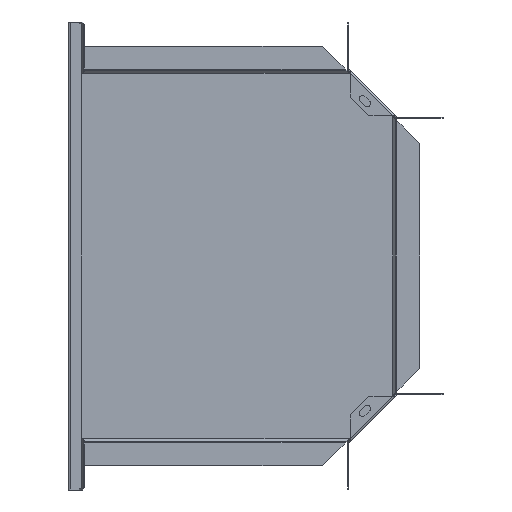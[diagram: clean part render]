
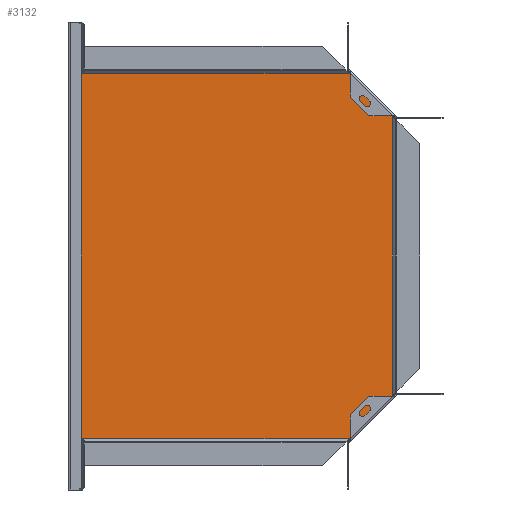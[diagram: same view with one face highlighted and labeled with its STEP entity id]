
A CAD part, front view. The second image highlights one B-rep face of the part: STEP entity #3132.
In plain terms, the highlighted planar face has unit normal (0, -1, 0).
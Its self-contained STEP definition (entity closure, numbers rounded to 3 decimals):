
#2462=DIRECTION('',(0.,0.,1.));
#2463=VECTOR('',#2462,284.);
#2464=CARTESIAN_POINT('',(195.,-1.,15.));
#2465=LINE('',#2464,#2463);
#2466=DIRECTION('',(-0.707,0.,0.707));
#2467=VECTOR('',#2466,63.64);
#2468=CARTESIAN_POINT('',(195.,-1.,299.));
#2469=LINE('',#2468,#2467);
#2470=DIRECTION('',(0.,0.,1.));
#2471=VECTOR('',#2470,15.);
#2472=CARTESIAN_POINT('',(195.,-1.,0.));
#2473=LINE('',#2472,#2471);
#2474=DIRECTION('',(1.,0.,0.));
#2475=VECTOR('',#2474,390.);
#2476=CARTESIAN_POINT('',(-195.,-1.,0.));
#2477=LINE('',#2476,#2475);
#2478=DIRECTION('',(0.,0.,-1.));
#2479=VECTOR('',#2478,15.);
#2480=CARTESIAN_POINT('',(-195.,-1.,15.));
#2481=LINE('',#2480,#2479);
#2482=DIRECTION('',(-0.707,0.,-0.707));
#2483=VECTOR('',#2482,63.64);
#2484=CARTESIAN_POINT('',(-150.,-1.,344.));
#2485=LINE('',#2484,#2483);
#2486=DIRECTION('',(-1.,0.,0.));
#2487=VECTOR('',#2486,300.);
#2488=CARTESIAN_POINT('',(150.,-1.,344.));
#2489=LINE('',#2488,#2487);
#2494=CARTESIAN_POINT('',(-150.,-1.,344.));
#2750=DIRECTION('',(0.,0.,-1.));
#2751=VECTOR('',#2750,284.);
#2752=CARTESIAN_POINT('',(-195.,-1.,299.));
#2753=LINE('',#2752,#2751);
#2907=CARTESIAN_POINT('',(150.,-1.,344.));
#2932=VERTEX_POINT('',#2907);
#2934=VERTEX_POINT('',#2494);
#2953=CARTESIAN_POINT('',(-195.,-1.,15.));
#2955=VERTEX_POINT('',#2953);
#2967=CARTESIAN_POINT('',(195.,-1.,0.));
#2968=VERTEX_POINT('',#2967);
#2969=CARTESIAN_POINT('',(-195.,-1.,0.));
#2970=VERTEX_POINT('',#2969);
#2971=CARTESIAN_POINT('',(-195.,-1.,299.));
#2973=VERTEX_POINT('',#2971);
#2976=CARTESIAN_POINT('',(195.,-1.,299.));
#2978=VERTEX_POINT('',#2976);
#2987=CARTESIAN_POINT('',(195.,-1.,15.));
#2988=VERTEX_POINT('',#2987);
#3111=CARTESIAN_POINT('',(-195.,-1.,15.));
#3112=DIRECTION('',(0.,-1.,0.));
#3113=DIRECTION('',(0.,0.,-1.));
#3114=AXIS2_PLACEMENT_3D('',#3111,#3112,#3113);
#3115=PLANE('',#3114);
#3117=ORIENTED_EDGE('',*,*,#3116,.F.);
#3119=ORIENTED_EDGE('',*,*,#3118,.F.);
#3120=ORIENTED_EDGE('',*,*,#3102,.F.);
#3121=ORIENTED_EDGE('',*,*,#3036,.F.);
#3123=ORIENTED_EDGE('',*,*,#3122,.F.);
#3125=ORIENTED_EDGE('',*,*,#3124,.F.);
#3127=ORIENTED_EDGE('',*,*,#3126,.F.);
#3129=ORIENTED_EDGE('',*,*,#3128,.F.);
#3130=EDGE_LOOP('',(#3117,#3119,#3120,#3121,#3123,#3125,#3127,#3129));
#3131=FACE_OUTER_BOUND('',#3130,.F.);
#3132=ADVANCED_FACE('',(#3131),#3115,.T.);
#3036=EDGE_CURVE('',#2968,#2988,#2473,.T.);
#3102=EDGE_CURVE('',#2988,#2978,#2465,.T.);
#3116=EDGE_CURVE('',#2932,#2934,#2489,.T.);
#3118=EDGE_CURVE('',#2978,#2932,#2469,.T.);
#3122=EDGE_CURVE('',#2970,#2968,#2477,.T.);
#3124=EDGE_CURVE('',#2955,#2970,#2481,.T.);
#3126=EDGE_CURVE('',#2973,#2955,#2753,.T.);
#3128=EDGE_CURVE('',#2934,#2973,#2485,.T.);
